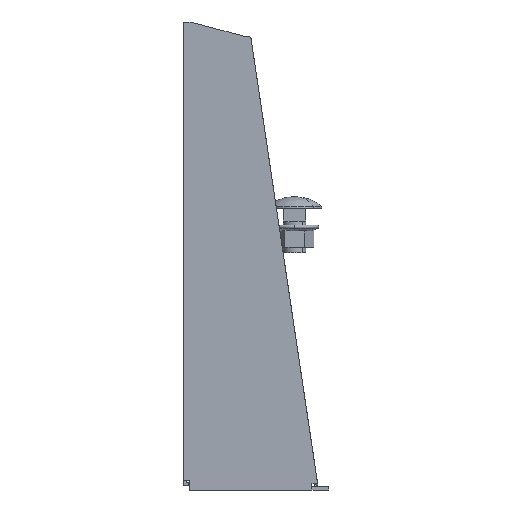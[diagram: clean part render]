
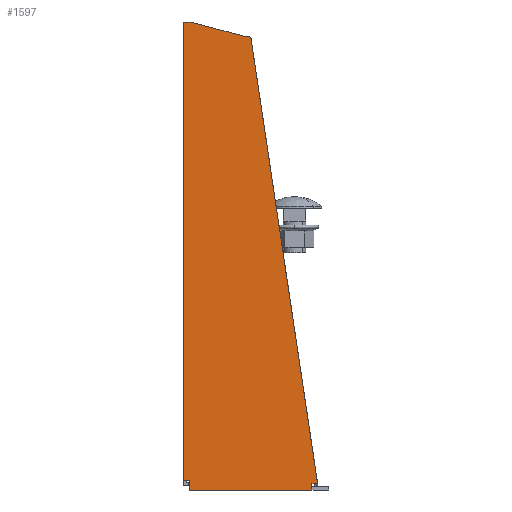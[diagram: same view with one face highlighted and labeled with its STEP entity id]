
A CAD part, left-side view. The second image highlights one B-rep face of the part: STEP entity #1597.
In plain terms, the highlighted face is planar.
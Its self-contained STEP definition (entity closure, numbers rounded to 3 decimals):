
#19 = VECTOR ( 'NONE', #737, 1000. ) ;
#42 = VERTEX_POINT ( 'NONE', #519 ) ;
#56 = DIRECTION ( 'NONE',  ( 0., 0., -1. ) ) ;
#61 = VERTEX_POINT ( 'NONE', #3482 ) ;
#77 = EDGE_CURVE ( 'NONE', #1189, #2987, #3223, .T. ) ;
#81 = LINE ( 'NONE', #329, #1958 ) ;
#97 = B_SPLINE_CURVE_WITH_KNOTS ( 'NONE', 3,
 ( #2346, #2039, #818, #2017, #1436, #2363 ),
 .UNSPECIFIED., .F., .F.,
 ( 4, 2, 4 ),
 ( 0.006, 0.007, 0.008 ),
 .UNSPECIFIED. ) ;
#136 = DIRECTION ( 'NONE',  ( 1., 0., 0. ) ) ;
#149 = CARTESIAN_POINT ( 'NONE',  ( 87.8, 15.007, -1.5 ) ) ;
#171 = ORIENTED_EDGE ( 'NONE', *, *, #2974, .T. ) ;
#224 = CARTESIAN_POINT ( 'NONE',  ( 87.5, -39.992, -1.5 ) ) ;
#303 = FACE_OUTER_BOUND ( 'NONE', #3057, .T. ) ;
#329 = CARTESIAN_POINT ( 'NONE',  ( -120., 15.328, -1.5 ) ) ;
#333 = CARTESIAN_POINT ( 'NONE',  ( -113.258, -12.517, -1.5 ) ) ;
#354 = LINE ( 'NONE', #653, #517 ) ;
#379 = CARTESIAN_POINT ( 'NONE',  ( 0., 17.828, -1.5 ) ) ;
#385 = LINE ( 'NONE', #1950, #2972 ) ;
#446 = CARTESIAN_POINT ( 'NONE',  ( -120., 14.508, -1.5 ) ) ;
#486 = CARTESIAN_POINT ( 'NONE',  ( 86., 0., -1.5 ) ) ;
#517 = VECTOR ( 'NONE', #3061, 1000. ) ;
#519 = CARTESIAN_POINT ( 'NONE',  ( 87.5, -39.992, -1.5 ) ) ;
#545 = LINE ( 'NONE', #2579, #3346 ) ;
#653 = CARTESIAN_POINT ( 'NONE',  ( 0., -39.992, -1.5 ) ) ;
#663 = CARTESIAN_POINT ( 'NONE',  ( -110.924, -19.366, -1.5 ) ) ;
#678 = LINE ( 'NONE', #379, #2965 ) ;
#736 = ORIENTED_EDGE ( 'NONE', *, *, #918, .F. ) ;
#737 = DIRECTION ( 'NONE',  ( 0., -1., 0. ) ) ;
#818 = CARTESIAN_POINT ( 'NONE',  ( -113.334, -10.809, -1.5 ) ) ;
#880 = EDGE_CURVE ( 'NONE', #2112, #2370, #81, .T. ) ;
#885 = CARTESIAN_POINT ( 'NONE',  ( -120., 15.328, -1.5 ) ) ;
#887 = EDGE_CURVE ( 'NONE', #61, #2983, #354, .T. ) ;
#918 = EDGE_CURVE ( 'NONE', #42, #61, #1584, .T. ) ;
#968 = EDGE_CURVE ( 'NONE', #2384, #2983, #3418, .T. ) ;
#1012 = LINE ( 'NONE', #663, #2530 ) ;
#1082 = EDGE_CURVE ( 'NONE', #1633, #3717, #97, .T. ) ;
#1092 = CARTESIAN_POINT ( 'NONE',  ( 87.321, -42.494, -1.5 ) ) ;
#1130 = VERTEX_POINT ( 'NONE', #2889 ) ;
#1168 = CARTESIAN_POINT ( 'NONE',  ( 87.363, -42.078, -1.5 ) ) ;
#1170 = ORIENTED_EDGE ( 'NONE', *, *, #2193, .F. ) ;
#1189 = VERTEX_POINT ( 'NONE', #2467 ) ;
#1196 = CARTESIAN_POINT ( 'NONE',  ( 87.8, 15.007, -1.5 ) ) ;
#1242 = ORIENTED_EDGE ( 'NONE', *, *, #3051, .F. ) ;
#1243 = DIRECTION ( 'NONE',  ( 0., 1., 0. ) ) ;
#1333 = DIRECTION ( 'NONE',  ( 1., 0., 0. ) ) ;
#1340 = VECTOR ( 'NONE', #3706, 1000. ) ;
#1369 = ORIENTED_EDGE ( 'NONE', *, *, #2256, .F. ) ;
#1388 = DIRECTION ( 'NONE',  ( 0., 1., 0. ) ) ;
#1408 = CARTESIAN_POINT ( 'NONE',  ( 87.457, -40.827, -1.5 ) ) ;
#1436 = CARTESIAN_POINT ( 'NONE',  ( -113.255, -12.089, -1.5 ) ) ;
#1461 = VERTEX_POINT ( 'NONE', #1743 ) ;
#1497 = EDGE_CURVE ( 'NONE', #1461, #1189, #545, .T. ) ;
#1584 = LINE ( 'NONE', #3470, #3341 ) ;
#1589 = DIRECTION ( 'NONE',  ( -1., 0., 0. ) ) ;
#1590 = LINE ( 'NONE', #1649, #1619 ) ;
#1597 = ADVANCED_FACE ( 'NONE', ( #303 ), #3574, .T. ) ;
#1619 = VECTOR ( 'NONE', #2807, 1000. ) ;
#1633 = VERTEX_POINT ( 'NONE', #3007 ) ;
#1649 = CARTESIAN_POINT ( 'NONE',  ( -4.304, -28.8, -1.5 ) ) ;
#1735 = EDGE_CURVE ( 'NONE', #2112, #2518, #3428, .T. ) ;
#1743 = CARTESIAN_POINT ( 'NONE',  ( 86., 15.007, -1.5 ) ) ;
#1790 = ORIENTED_EDGE ( 'NONE', *, *, #1082, .F. ) ;
#1820 = ORIENTED_EDGE ( 'NONE', *, *, #3433, .T. ) ;
#1938 = B_SPLINE_CURVE_WITH_KNOTS ( 'NONE', 3,
 ( #224, #2645, #1408, #3843, #1168, #1092 ),
 .UNSPECIFIED., .F., .F.,
 ( 4, 2, 4 ),
 ( 0.006, 0.007, 0.008 ),
 .UNSPECIFIED. ) ;
#1945 = CARTESIAN_POINT ( 'NONE',  ( -120., 17.828, -1.5 ) ) ;
#1950 = CARTESIAN_POINT ( 'NONE',  ( 86., 15.007, -1.5 ) ) ;
#1958 = VECTOR ( 'NONE', #1243, 1000. ) ;
#2017 = CARTESIAN_POINT ( 'NONE',  ( -113.268, -11.662, -1.5 ) ) ;
#2039 = CARTESIAN_POINT ( 'NONE',  ( -113.388, -10.385, -1.5 ) ) ;
#2112 = VERTEX_POINT ( 'NONE', #885 ) ;
#2154 = ORIENTED_EDGE ( 'NONE', *, *, #1497, .F. ) ;
#2193 = EDGE_CURVE ( 'NONE', #2518, #1633, #1012, .T. ) ;
#2229 = VECTOR ( 'NONE', #1333, 1000. ) ;
#2256 = EDGE_CURVE ( 'NONE', #2987, #2370, #678, .T. ) ;
#2346 = CARTESIAN_POINT ( 'NONE',  ( -113.444, -9.961, -1.5 ) ) ;
#2363 = CARTESIAN_POINT ( 'NONE',  ( -113.258, -12.517, -1.5 ) ) ;
#2370 = VERTEX_POINT ( 'NONE', #1945 ) ;
#2384 = VERTEX_POINT ( 'NONE', #3137 ) ;
#2399 = DIRECTION ( 'NONE',  ( -1., 0., 0. ) ) ;
#2440 = CARTESIAN_POINT ( 'NONE',  ( 0., 0., -1.5 ) ) ;
#2467 = CARTESIAN_POINT ( 'NONE',  ( 86., 15.328, -1.5 ) ) ;
#2485 = ORIENTED_EDGE ( 'NONE', *, *, #968, .T. ) ;
#2518 = VERTEX_POINT ( 'NONE', #3237 ) ;
#2525 = VERTEX_POINT ( 'NONE', #1196 ) ;
#2530 = VECTOR ( 'NONE', #3678, 1000. ) ;
#2579 = CARTESIAN_POINT ( 'NONE',  ( 86., 20.508, -1.5 ) ) ;
#2597 = ORIENTED_EDGE ( 'NONE', *, *, #887, .F. ) ;
#2614 = DIRECTION ( 'NONE',  ( 0., 1., 0. ) ) ;
#2645 = CARTESIAN_POINT ( 'NONE',  ( 87.479, -40.41, -1.5 ) ) ;
#2775 = ORIENTED_EDGE ( 'NONE', *, *, #3209, .T. ) ;
#2796 = ORIENTED_EDGE ( 'NONE', *, *, #77, .F. ) ;
#2807 = DIRECTION ( 'NONE',  ( -0.989, 0.148, 0. ) ) ;
#2829 = CARTESIAN_POINT ( 'NONE',  ( 86., 17.828, -1.5 ) ) ;
#2889 = CARTESIAN_POINT ( 'NONE',  ( 87.321, -42.494, -1.5 ) ) ;
#2960 = ORIENTED_EDGE ( 'NONE', *, *, #1735, .F. ) ;
#2965 = VECTOR ( 'NONE', #1589, 1000. ) ;
#2972 = VECTOR ( 'NONE', #3145, 1000. ) ;
#2974 = EDGE_CURVE ( 'NONE', #2525, #2384, #3429, .T. ) ;
#2983 = VERTEX_POINT ( 'NONE', #3444 ) ;
#2987 = VERTEX_POINT ( 'NONE', #2829 ) ;
#3007 = CARTESIAN_POINT ( 'NONE',  ( -113.444, -9.961, -1.5 ) ) ;
#3025 = AXIS2_PLACEMENT_3D ( 'NONE', #2440, #56, #2399 ) ;
#3051 = EDGE_CURVE ( 'NONE', #2525, #1461, #385, .T. ) ;
#3057 = EDGE_LOOP ( 'NONE', ( #736, #2775, #1820, #1790, #1170, #2960, #3447, #1369, #2796, #2154, #1242, #171, #2485, #2597 ) ) ;
#3061 = DIRECTION ( 'NONE',  ( 1., 0., 0. ) ) ;
#3134 = CARTESIAN_POINT ( 'NONE',  ( 90.3, 0., -1.5 ) ) ;
#3137 = CARTESIAN_POINT ( 'NONE',  ( 90.3, 15.008, -1.5 ) ) ;
#3145 = DIRECTION ( 'NONE',  ( -1., 0., 0. ) ) ;
#3209 = EDGE_CURVE ( 'NONE', #42, #1130, #1938, .T. ) ;
#3223 = LINE ( 'NONE', #486, #3264 ) ;
#3237 = CARTESIAN_POINT ( 'NONE',  ( -120., 14.508, -1.5 ) ) ;
#3264 = VECTOR ( 'NONE', #1388, 1000. ) ;
#3341 = VECTOR ( 'NONE', #136, 1000. ) ;
#3346 = VECTOR ( 'NONE', #2614, 1000. ) ;
#3418 = LINE ( 'NONE', #3134, #1340 ) ;
#3428 = LINE ( 'NONE', #446, #19 ) ;
#3429 = LINE ( 'NONE', #149, #2229 ) ;
#3433 = EDGE_CURVE ( 'NONE', #1130, #3717, #1590, .T. ) ;
#3444 = CARTESIAN_POINT ( 'NONE',  ( 90.3, -39.992, -1.5 ) ) ;
#3447 = ORIENTED_EDGE ( 'NONE', *, *, #880, .T. ) ;
#3470 = CARTESIAN_POINT ( 'NONE',  ( 92.5, -39.992, -1.5 ) ) ;
#3482 = CARTESIAN_POINT ( 'NONE',  ( 87.8, -39.992, -1.5 ) ) ;
#3574 = PLANE ( 'NONE',  #3025 ) ;
#3678 = DIRECTION ( 'NONE',  ( 0.259, -0.966, 0. ) ) ;
#3706 = DIRECTION ( 'NONE',  ( 0., -1., 0. ) ) ;
#3717 = VERTEX_POINT ( 'NONE', #333 ) ;
#3843 = CARTESIAN_POINT ( 'NONE',  ( 87.399, -41.661, -1.5 ) ) ;
